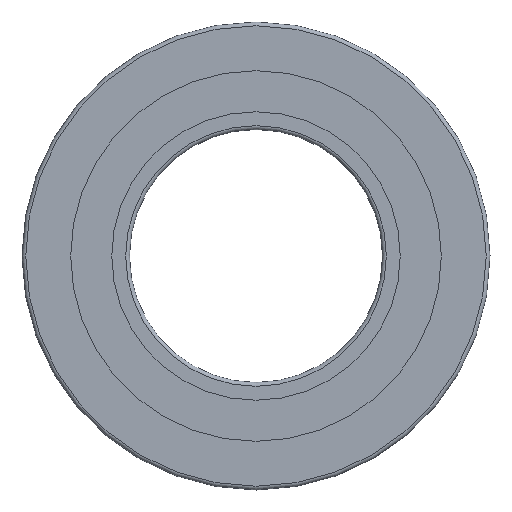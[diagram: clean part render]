
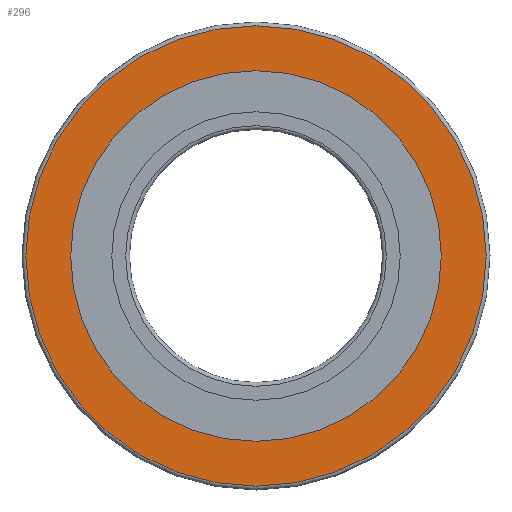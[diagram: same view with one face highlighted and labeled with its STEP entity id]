
A CAD part, left-side view. The second image highlights one B-rep face of the part: STEP entity #296.
In plain terms, the highlighted planar face has unit normal (-1, 0, 0).
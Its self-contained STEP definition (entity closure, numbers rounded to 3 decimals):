
#27=PLANE('',#319);
#35=ORIENTED_EDGE('',*,*,#67,.T.);
#36=ORIENTED_EDGE('',*,*,#65,.F.);
#65=EDGE_CURVE('',#81,#81,#97,.T.);
#67=EDGE_CURVE('',#83,#83,#99,.T.);
#81=VERTEX_POINT('',#417);
#83=VERTEX_POINT('',#422);
#97=CIRCLE('',#317,18.2);
#99=CIRCLE('',#320,14.65);
#115=EDGE_LOOP('',(#35));
#116=EDGE_LOOP('',(#36));
#147=FACE_BOUND('',#115,.T.);
#148=FACE_BOUND('',#116,.T.);
#296=ADVANCED_FACE('',(#147,#148),#27,.T.);
#317=AXIS2_PLACEMENT_3D('',#416,#352,#353);
#319=AXIS2_PLACEMENT_3D('',#420,#356,#357);
#320=AXIS2_PLACEMENT_3D('',#421,#358,#359);
#352=DIRECTION('',(1.,0.,0.));
#353=DIRECTION('',(0.,0.,-1.));
#356=DIRECTION('',(-1.,0.,0.));
#357=DIRECTION('',(0.,0.,1.));
#358=DIRECTION('',(1.,0.,0.));
#359=DIRECTION('',(0.,0.,-1.));
#416=CARTESIAN_POINT('',(-4.5,0.,0.));
#417=CARTESIAN_POINT('',(-4.5,0.,-18.2));
#420=CARTESIAN_POINT('',(-4.5,18.2,0.));
#421=CARTESIAN_POINT('',(-4.5,0.,0.));
#422=CARTESIAN_POINT('',(-4.5,0.,-14.65));
